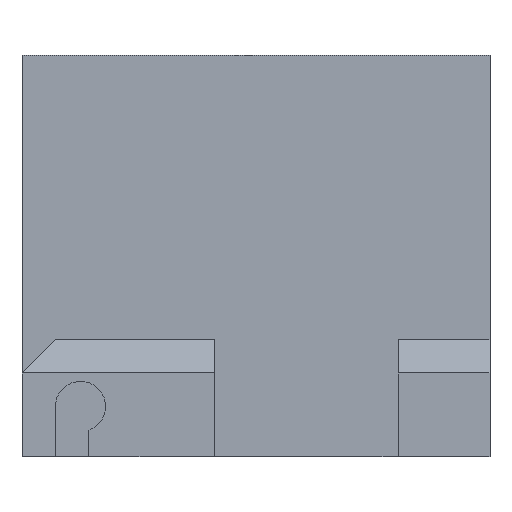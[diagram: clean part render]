
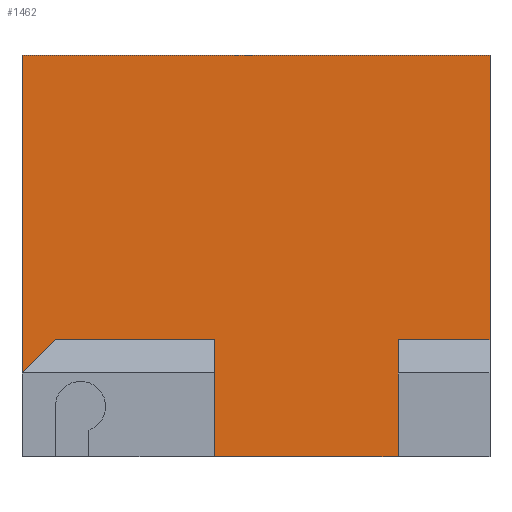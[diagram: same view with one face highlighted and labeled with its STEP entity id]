
A CAD part, left-side view. The second image highlights one B-rep face of the part: STEP entity #1462.
In plain terms, the highlighted planar face has unit normal (-1, 0, 0).
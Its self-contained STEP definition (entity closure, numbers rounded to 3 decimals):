
#76=PLANE('',#1580);
#159=FACE_OUTER_BOUND('',#235,.T.);
#235=EDGE_LOOP('',(#1383,#1384,#1385,#1386,#1387,#1388,#1389,#1390,#1391));
#248=LINE('',#2000,#429);
#258=LINE('',#2021,#439);
#262=LINE('',#2029,#443);
#269=LINE('',#2045,#450);
#302=LINE('',#2112,#483);
#408=LINE('',#2359,#589);
#410=LINE('',#2363,#591);
#412=LINE('',#2366,#593);
#416=LINE('',#2377,#597);
#429=VECTOR('',#1617,10.);
#439=VECTOR('',#1631,10.);
#443=VECTOR('',#1637,10.);
#450=VECTOR('',#1650,10.);
#483=VECTOR('',#1695,10.);
#589=VECTOR('',#1931,10.);
#591=VECTOR('',#1935,10.);
#593=VECTOR('',#1939,10.);
#597=VECTOR('',#1957,10.);
#640=VERTEX_POINT('',#1997);
#641=VERTEX_POINT('',#1999);
#649=VERTEX_POINT('',#2018);
#650=VERTEX_POINT('',#2020);
#652=VERTEX_POINT('',#2026);
#653=VERTEX_POINT('',#2028);
#659=VERTEX_POINT('',#2044);
#687=VERTEX_POINT('',#2110);
#764=VERTEX_POINT('',#2362);
#783=EDGE_CURVE('',#641,#640,#248,.T.);
#793=EDGE_CURVE('',#649,#650,#258,.F.);
#797=EDGE_CURVE('',#652,#653,#262,.T.);
#805=EDGE_CURVE('',#650,#659,#269,.T.);
#840=EDGE_CURVE('',#652,#687,#302,.T.);
#965=EDGE_CURVE('',#659,#640,#408,.T.);
#967=EDGE_CURVE('',#641,#764,#410,.T.);
#969=EDGE_CURVE('',#653,#649,#412,.T.);
#973=EDGE_CURVE('',#687,#764,#416,.T.);
#1383=ORIENTED_EDGE('',*,*,#840,.T.);
#1384=ORIENTED_EDGE('',*,*,#973,.T.);
#1385=ORIENTED_EDGE('',*,*,#967,.F.);
#1386=ORIENTED_EDGE('',*,*,#783,.T.);
#1387=ORIENTED_EDGE('',*,*,#965,.F.);
#1388=ORIENTED_EDGE('',*,*,#805,.F.);
#1389=ORIENTED_EDGE('',*,*,#793,.F.);
#1390=ORIENTED_EDGE('',*,*,#969,.F.);
#1391=ORIENTED_EDGE('',*,*,#797,.F.);
#1462=ADVANCED_FACE('',(#159),#76,.T.);
#1580=AXIS2_PLACEMENT_3D('',#2378,#1958,#1959);
#1617=DIRECTION('',(0.,0.,1.));
#1631=DIRECTION('',(0.,-0.707,0.707));
#1637=DIRECTION('',(0.,0.,1.));
#1650=DIRECTION('',(0.,0.,1.));
#1695=DIRECTION('',(0.,-1.,0.));
#1931=DIRECTION('',(0.,-1.,0.));
#1935=DIRECTION('',(0.,1.,0.));
#1939=DIRECTION('',(0.,1.,0.));
#1957=DIRECTION('',(0.,0.,1.));
#1958=DIRECTION('center_axis',(-1.,0.,0.));
#1959=DIRECTION('ref_axis',(0.,-1.,0.));
#1997=CARTESIAN_POINT('',(6.,2.,9.));
#1999=CARTESIAN_POINT('',(6.,2.,-8.));
#2000=CARTESIAN_POINT('',(6.,2.,-8.));
#2018=CARTESIAN_POINT('',(6.,28.,-8.));
#2020=CARTESIAN_POINT('',(6.,30.,-10.));
#2021=CARTESIAN_POINT('',(6.,27.875,-7.875));
#2026=CARTESIAN_POINT('',(6.,18.5,-15.));
#2028=CARTESIAN_POINT('',(6.,18.5,-8.));
#2029=CARTESIAN_POINT('',(6.,18.5,-15.));
#2044=CARTESIAN_POINT('',(6.,30.,9.));
#2045=CARTESIAN_POINT('',(6.,30.,-8.));
#2110=CARTESIAN_POINT('',(6.,7.5,-15.));
#2112=CARTESIAN_POINT('',(6.,18.5,-15.));
#2359=CARTESIAN_POINT('',(6.,30.,9.));
#2362=CARTESIAN_POINT('',(6.,7.5,-8.));
#2363=CARTESIAN_POINT('',(6.,22.7,-8.));
#2366=CARTESIAN_POINT('',(6.,22.7,-8.));
#2377=CARTESIAN_POINT('',(6.,7.5,-15.));
#2378=CARTESIAN_POINT('Origin',(6.,18.5,-15.));
